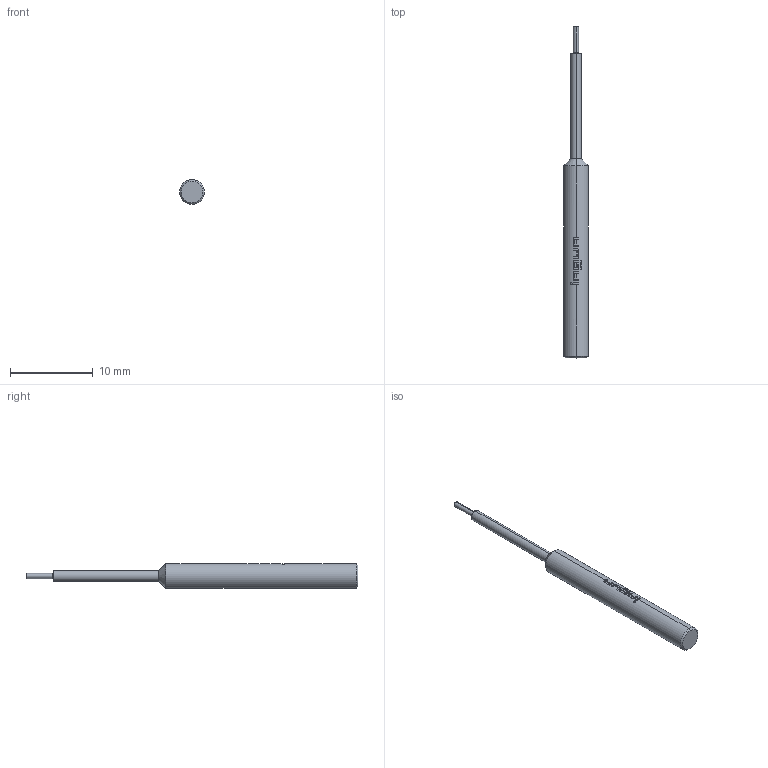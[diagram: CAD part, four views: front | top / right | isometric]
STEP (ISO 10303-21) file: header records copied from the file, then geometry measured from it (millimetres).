
FILE_DESCRIPTION (( 'STEP AP203' ), '1' );
FILE_NAME ('INGUN_E-SW-KS-080.STEP', '2023-06-21T12:15:09', ( '' ), ( '' ), 'SwSTEP 2.0', 'SolidWorks 2021', '' );
FILE_SCHEMA (( 'CONFIG_CONTROL_DESIGN' ));
Length unit declared in the file: millimetre
Products named in the file (1): INGUN_E-SW-KS-080
Bounding box: 3 x 40 x 3 mm (x, y, z)
Volume: 184.6 mm3; surface area: 292.1 mm2
Topology: 1 solids, 1 shells, 98 faces, 272 edges, 178 vertices
Faces by surface type: plane 43, cylinder 25, bspline 22, torus 4, cone 4
Entity records: 3581 total; most frequent: CARTESIAN_POINT 1137, ORIENTED_EDGE 544, DIRECTION 438, EDGE_CURVE 272, VERTEX_POINT 178, AXIS2_PLACEMENT_3D 175, EDGE_LOOP 100, FACE_OUTER_BOUND 98
